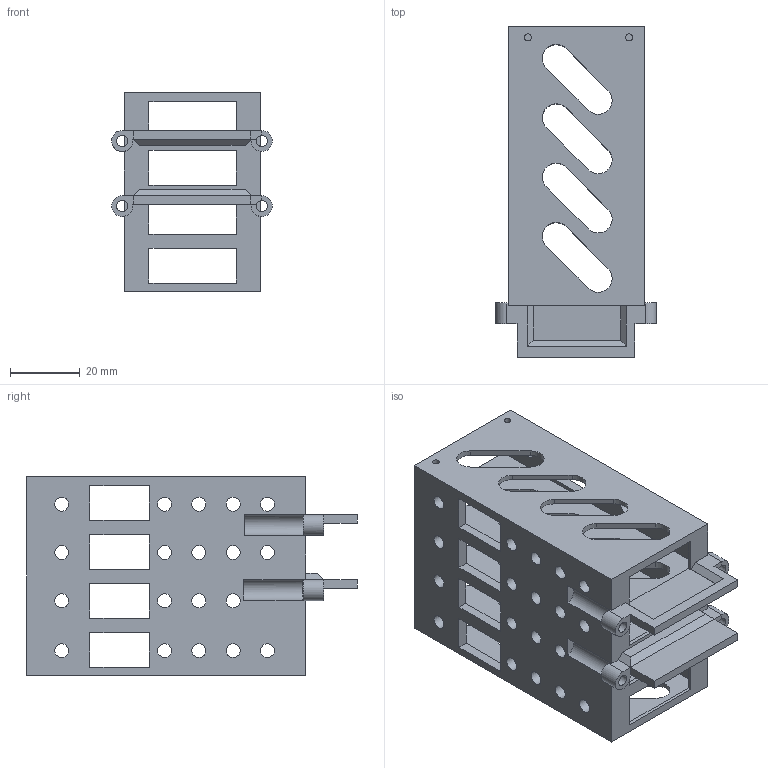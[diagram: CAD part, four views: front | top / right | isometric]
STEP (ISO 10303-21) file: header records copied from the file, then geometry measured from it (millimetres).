
FILE_DESCRIPTION(/* description */ (''),/* implementation_level */ '2;1');
FILE_NAME(/* name */ 'DJI E800 ESC Box VERT V2.stp',/* time_stamp */ '2016-11-27T14:58:06-08:00',/* author */ (''),/* organization */ (''),/* preprocessor_version */ 'ST-DEVELOPER v15.2',/* originating_system */ 'Autodesk Translator Framework v2.0.0.5431',/* authorisation */ '');
FILE_SCHEMA (('AUTOMOTIVE_DESIGN { 1 0 10303 214 3 1 1 }'));
Length unit declared in the file: centimetre
Products named in the file (1): (Unsaved)
Bounding box: 46 x 94.79 x 57 mm (x, y, z)
Volume: 39792.6 mm3; surface area: 43464.9 mm2
Topology: 1 solids, 1 shells, 271 faces, 803 edges, 530 vertices
Faces by surface type: plane 166, cylinder 99, cone 6
Full cylindrical faces by diameter (mm): 2 x4, 3.2 x4, 4 x38
Entity records: 9104 total; most frequent: CARTESIAN_POINT 1597, ORIENTED_EDGE 1494, DIRECTION 1487, EDGE_CURVE 747, VERTEX_POINT 524, LINE 523, VECTOR 523, AXIS2_PLACEMENT_3D 482
